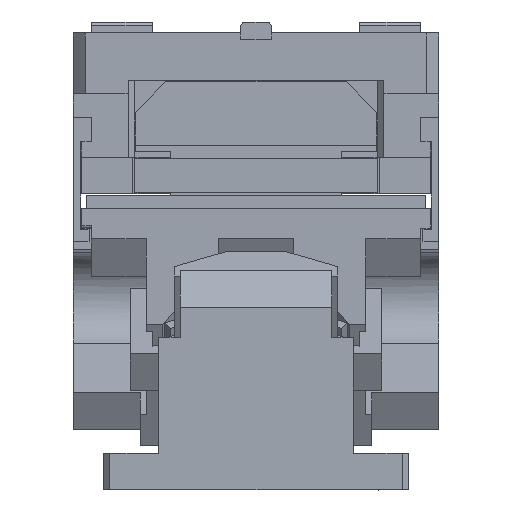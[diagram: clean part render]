
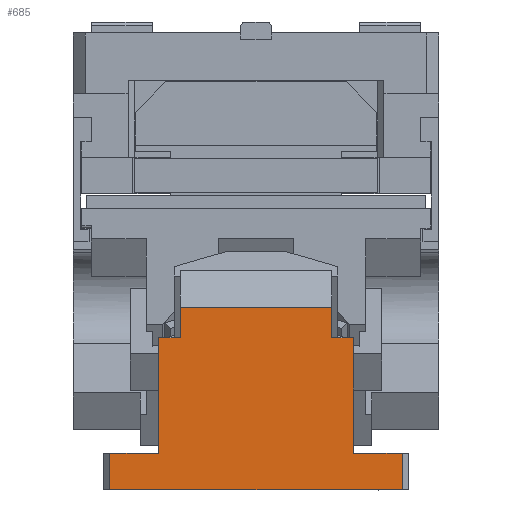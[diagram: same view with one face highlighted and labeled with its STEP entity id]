
A CAD part, left-side view. The second image highlights one B-rep face of the part: STEP entity #685.
In plain terms, the highlighted planar face has unit normal (-1, 0, 0).
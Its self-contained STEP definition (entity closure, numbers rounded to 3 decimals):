
#158=CARTESIAN_POINT('Vertex',(0.,120.,0.)) ;
#200=CARTESIAN_POINT('Vertex',(0.,-120.,0.)) ;
#203=CARTESIAN_POINT('Line Origine',(0.,0.,0.)) ;
#591=CARTESIAN_POINT('Axis2P3D Location',(0.,0.,150.)) ;
#596=CARTESIAN_POINT('Line Origine',(0.,71.,125.)) ;
#600=CARTESIAN_POINT('Vertex',(0.,80.,125.)) ;
#602=CARTESIAN_POINT('Vertex',(0.,62.,125.)) ;
#605=CARTESIAN_POINT('Line Origine',(0.,80.,77.5)) ;
#609=CARTESIAN_POINT('Vertex',(0.,80.,30.)) ;
#612=CARTESIAN_POINT('Line Origine',(0.,100.,30.)) ;
#616=CARTESIAN_POINT('Vertex',(0.,120.,30.)) ;
#619=CARTESIAN_POINT('Line Origine',(0.,120.,15.)) ;
#624=CARTESIAN_POINT('Line Origine',(0.,-120.,15.)) ;
#628=CARTESIAN_POINT('Vertex',(0.,-120.,30.)) ;
#631=CARTESIAN_POINT('Line Origine',(0.,-100.,30.)) ;
#635=CARTESIAN_POINT('Vertex',(0.,-80.,30.)) ;
#638=CARTESIAN_POINT('Line Origine',(0.,-80.,77.5)) ;
#642=CARTESIAN_POINT('Vertex',(0.,-80.,125.)) ;
#645=CARTESIAN_POINT('Line Origine',(0.,-71.,125.)) ;
#649=CARTESIAN_POINT('Vertex',(0.,-62.,125.)) ;
#652=CARTESIAN_POINT('Line Origine',(0.,-62.,137.5)) ;
#656=CARTESIAN_POINT('Vertex',(0.,-62.,150.)) ;
#659=CARTESIAN_POINT('Line Origine',(0.,0.,150.)) ;
#663=CARTESIAN_POINT('Vertex',(0.,62.,150.)) ;
#666=CARTESIAN_POINT('Line Origine',(0.,62.,137.5)) ;
#204=DIRECTION('Vector Direction',(0.,-1.,0.)) ;
#592=DIRECTION('Axis2P3D Direction',(-1.,0.,0.)) ;
#593=DIRECTION('Axis2P3D XDirection',(0.,0.,-1.)) ;
#597=DIRECTION('Vector Direction',(0.,-1.,0.)) ;
#606=DIRECTION('Vector Direction',(0.,0.,-1.)) ;
#613=DIRECTION('Vector Direction',(0.,1.,0.)) ;
#620=DIRECTION('Vector Direction',(0.,0.,-1.)) ;
#625=DIRECTION('Vector Direction',(0.,0.,1.)) ;
#632=DIRECTION('Vector Direction',(0.,1.,0.)) ;
#639=DIRECTION('Vector Direction',(0.,0.,1.)) ;
#646=DIRECTION('Vector Direction',(0.,-1.,0.)) ;
#653=DIRECTION('Vector Direction',(0.,0.,-1.)) ;
#660=DIRECTION('Vector Direction',(0.,1.,0.)) ;
#667=DIRECTION('Vector Direction',(0.,0.,-1.)) ;
#594=AXIS2_PLACEMENT_3D('Plane Axis2P3D',#591,#592,#593) ;
#672=ORIENTED_EDGE('',*,*,#604,.F.) ;
#673=ORIENTED_EDGE('',*,*,#611,.T.) ;
#674=ORIENTED_EDGE('',*,*,#618,.T.) ;
#675=ORIENTED_EDGE('',*,*,#623,.T.) ;
#676=ORIENTED_EDGE('',*,*,#207,.T.) ;
#677=ORIENTED_EDGE('',*,*,#630,.T.) ;
#678=ORIENTED_EDGE('',*,*,#637,.T.) ;
#679=ORIENTED_EDGE('',*,*,#644,.T.) ;
#680=ORIENTED_EDGE('',*,*,#651,.F.) ;
#681=ORIENTED_EDGE('',*,*,#658,.F.) ;
#682=ORIENTED_EDGE('',*,*,#665,.T.) ;
#683=ORIENTED_EDGE('',*,*,#670,.T.) ;
#205=VECTOR('Line Direction',#204,1.) ;
#598=VECTOR('Line Direction',#597,1.) ;
#607=VECTOR('Line Direction',#606,1.) ;
#614=VECTOR('Line Direction',#613,1.) ;
#621=VECTOR('Line Direction',#620,1.) ;
#626=VECTOR('Line Direction',#625,1.) ;
#633=VECTOR('Line Direction',#632,1.) ;
#640=VECTOR('Line Direction',#639,1.) ;
#647=VECTOR('Line Direction',#646,1.) ;
#654=VECTOR('Line Direction',#653,1.) ;
#661=VECTOR('Line Direction',#660,1.) ;
#668=VECTOR('Line Direction',#667,1.) ;
#685=ADVANCED_FACE('CAM DRIVER',(#684),#595,.T.) ;
#207=EDGE_CURVE('',#159,#201,#206,.T.) ;
#604=EDGE_CURVE('',#601,#603,#599,.T.) ;
#611=EDGE_CURVE('',#601,#610,#608,.T.) ;
#618=EDGE_CURVE('',#610,#617,#615,.T.) ;
#623=EDGE_CURVE('',#617,#159,#622,.T.) ;
#630=EDGE_CURVE('',#201,#629,#627,.T.) ;
#637=EDGE_CURVE('',#629,#636,#634,.T.) ;
#644=EDGE_CURVE('',#636,#643,#641,.T.) ;
#651=EDGE_CURVE('',#650,#643,#648,.T.) ;
#658=EDGE_CURVE('',#657,#650,#655,.T.) ;
#665=EDGE_CURVE('',#657,#664,#662,.T.) ;
#670=EDGE_CURVE('',#664,#603,#669,.T.) ;
#671=EDGE_LOOP('',(#672,#673,#674,#675,#676,#677,#678,#679,#680,#681,#682,#683)) ;
#684=FACE_OUTER_BOUND('',#671,.T.) ;
#206=LINE('Line',#203,#205) ;
#599=LINE('Line',#596,#598) ;
#608=LINE('Line',#605,#607) ;
#615=LINE('Line',#612,#614) ;
#622=LINE('Line',#619,#621) ;
#627=LINE('Line',#624,#626) ;
#634=LINE('Line',#631,#633) ;
#641=LINE('Line',#638,#640) ;
#648=LINE('Line',#645,#647) ;
#655=LINE('Line',#652,#654) ;
#662=LINE('Line',#659,#661) ;
#669=LINE('Line',#666,#668) ;
#595=PLANE('Plane',#594) ;
#159=VERTEX_POINT('',#158) ;
#201=VERTEX_POINT('',#200) ;
#601=VERTEX_POINT('',#600) ;
#603=VERTEX_POINT('',#602) ;
#610=VERTEX_POINT('',#609) ;
#617=VERTEX_POINT('',#616) ;
#629=VERTEX_POINT('',#628) ;
#636=VERTEX_POINT('',#635) ;
#643=VERTEX_POINT('',#642) ;
#650=VERTEX_POINT('',#649) ;
#657=VERTEX_POINT('',#656) ;
#664=VERTEX_POINT('',#663) ;
